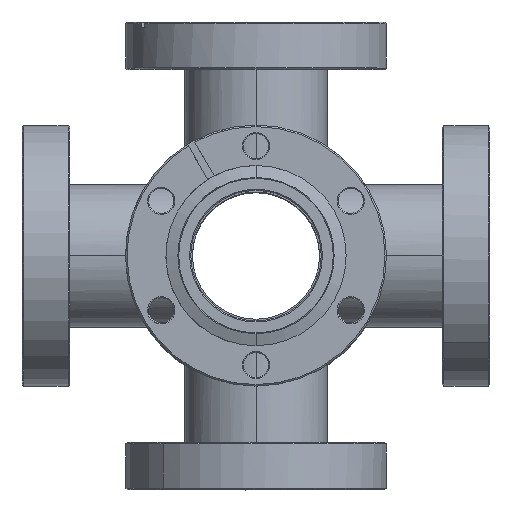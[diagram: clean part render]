
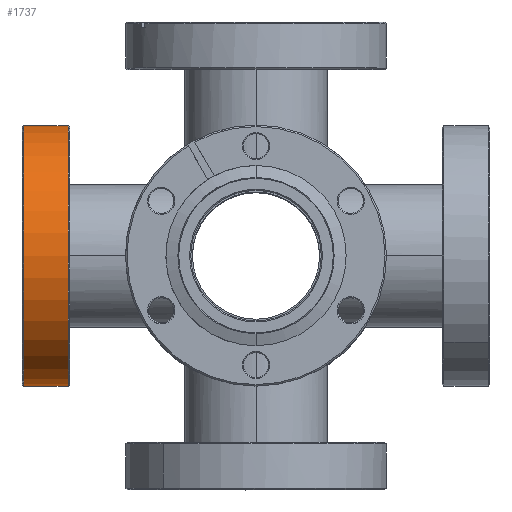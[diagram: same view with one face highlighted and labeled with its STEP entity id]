
A CAD part, top view. The second image highlights one B-rep face of the part: STEP entity #1737.
In plain terms, the highlighted cylindrical face has radius 35 mm (diameter 70 mm), a partial arc.
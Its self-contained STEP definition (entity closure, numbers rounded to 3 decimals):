
#114 = CARTESIAN_POINT ( 'NONE',  ( 0., 0.4, 0. ) ) ;
#115 = DIRECTION ( 'NONE',  ( 0., 1., 0. ) ) ;
#116 = DIRECTION ( 'NONE',  ( 0., 0., -1. ) ) ;
#125 = CARTESIAN_POINT ( 'NONE',  ( 0., 12.3, 0. ) ) ;
#126 = DIRECTION ( 'NONE',  ( 0., -1., 0. ) ) ;
#127 = DIRECTION ( 'NONE',  ( 0., 0., 1. ) ) ;
#198 = CARTESIAN_POINT ( 'NONE',  ( 0., 31.392, -35. ) ) ;
#203 = DIRECTION ( 'NONE',  ( 0., 1., 0. ) ) ;
#204 = CARTESIAN_POINT ( 'NONE',  ( 0., 31.392, 35. ) ) ;
#205 = DIRECTION ( 'NONE',  ( 0., 1., 0. ) ) ;
#856 = CARTESIAN_POINT ( 'NONE',  ( 0., 12.3, 35. ) ) ;
#914 = CARTESIAN_POINT ( 'NONE',  ( 0., 12.3, -35. ) ) ;
#1737 = ADVANCED_FACE ( 'NONE', ( #4996 ), #4999, .T. ) ;
#1883 = EDGE_CURVE ( 'NONE', #2667, #2695, #5271, .T. ) ;
#1887 = EDGE_CURVE ( 'NONE', #2538, #2330, #5277, .T. ) ;
#1920 = EDGE_CURVE ( 'NONE', #2695, #2538, #5517, .T. ) ;
#1921 = EDGE_CURVE ( 'NONE', #2667, #2330, #5522, .T. ) ;
#2228 = ORIENTED_EDGE ( 'NONE', *, *, #1883, .T. ) ;
#2229 = ORIENTED_EDGE ( 'NONE', *, *, #1920, .T. ) ;
#2230 = ORIENTED_EDGE ( 'NONE', *, *, #1887, .T. ) ;
#2231 = ORIENTED_EDGE ( 'NONE', *, *, #1921, .F. ) ;
#2330 = VERTEX_POINT ( 'NONE', #856 ) ;
#2538 = VERTEX_POINT ( 'NONE', #914 ) ;
#2667 = VERTEX_POINT ( 'NONE', #5807 ) ;
#2695 = VERTEX_POINT ( 'NONE', #5835 ) ;
#3004 = EDGE_LOOP ( 'NONE', ( #2228, #2229, #2230, #2231 ) ) ;
#3383 = AXIS2_PLACEMENT_3D ( 'NONE', #6380, #6381, #6379 ) ;
#4996 = FACE_OUTER_BOUND ( 'NONE', #3004, .T. ) ;
#4999 = CYLINDRICAL_SURFACE ( 'NONE', #3383, 35. ) ;
#5271 = CIRCLE ( 'NONE', #5385, 35. ) ;
#5277 = CIRCLE ( 'NONE', #5387, 35. ) ;
#5385 = AXIS2_PLACEMENT_3D ( 'NONE', #114, #115, #116 ) ;
#5387 = AXIS2_PLACEMENT_3D ( 'NONE', #125, #126, #127 ) ;
#5517 = LINE ( 'NONE', #198, #5523 ) ;
#5522 = LINE ( 'NONE', #204, #5525 ) ;
#5523 = VECTOR ( 'NONE', #203, 1000. ) ;
#5525 = VECTOR ( 'NONE', #205, 1000. ) ;
#5807 = CARTESIAN_POINT ( 'NONE',  ( 0., 0.4, 35. ) ) ;
#5835 = CARTESIAN_POINT ( 'NONE',  ( 0., 0.4, -35. ) ) ;
#6379 = DIRECTION ( 'NONE',  ( 0., 0., 1. ) ) ;
#6380 = CARTESIAN_POINT ( 'NONE',  ( 0., 31.392, 0. ) ) ;
#6381 = DIRECTION ( 'NONE',  ( 0., 1., 0. ) ) ;
